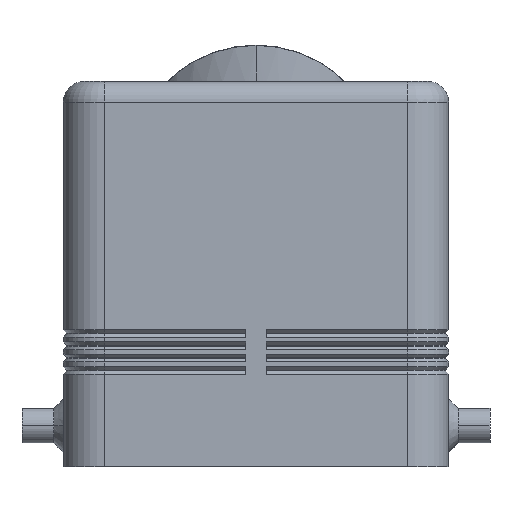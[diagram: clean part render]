
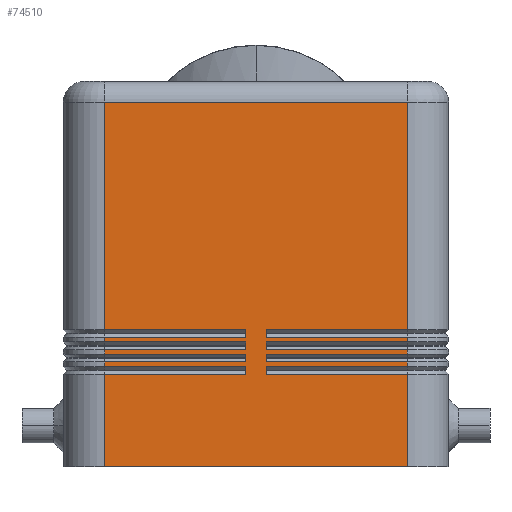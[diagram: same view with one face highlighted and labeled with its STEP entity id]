
A CAD part, left-side view. The second image highlights one B-rep face of the part: STEP entity #74510.
In plain terms, the highlighted planar face has unit normal (-1, 0, 0).
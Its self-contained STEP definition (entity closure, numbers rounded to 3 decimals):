
#1630=CARTESIAN_POINT('',(-41.,-22.,13.45));
#1640=DIRECTION('',(0.,0.,-1.));
#1650=VECTOR('',#1640,1.);
#1660=LINE('',#1630,#1650);
#1670=CARTESIAN_POINT('',(-41.,-22.,13.45));
#1680=VERTEX_POINT('',#1670);
#1690=CARTESIAN_POINT('',(-41.,-22.,0.));
#1700=VERTEX_POINT('',#1690);
#1710=EDGE_CURVE('',#1680,#1700,#1660,.T.);
#3340=CARTESIAN_POINT('',(-41.,-22.,14.55));
#3350=VERTEX_POINT('',#3340);
#4280=CARTESIAN_POINT('',(-41.,-22.,18.85));
#4290=DIRECTION('',(0.,0.,-1.));
#4300=VECTOR('',#4290,1.);
#4310=LINE('',#4280,#4300);
#4320=CARTESIAN_POINT('',(-41.,-22.,18.85));
#4330=VERTEX_POINT('',#4320);
#4340=CARTESIAN_POINT('',(-41.,-22.,18.15));
#4350=VERTEX_POINT('',#4340);
#4360=EDGE_CURVE('',#4330,#4350,#4310,.T.);
#4770=CARTESIAN_POINT('',(-41.,-22.,15.25));
#4780=DIRECTION('',(0.,0.,-1.));
#4790=VECTOR('',#4780,1.);
#4800=LINE('',#4770,#4790);
#4810=CARTESIAN_POINT('',(-41.,-22.,15.25));
#4820=VERTEX_POINT('',#4810);
#4830=EDGE_CURVE('',#4820,#3350,#4800,.T.);
#6770=CARTESIAN_POINT('',(-41.,-22.,16.35));
#6780=VERTEX_POINT('',#6770);
#7590=CARTESIAN_POINT('',(-41.,-22.,17.05));
#7600=DIRECTION('',(0.,0.,-1.));
#7610=VECTOR('',#7600,1.);
#7620=LINE('',#7590,#7610);
#7630=CARTESIAN_POINT('',(-41.,-22.,17.05));
#7640=VERTEX_POINT('',#7630);
#7650=EDGE_CURVE('',#7640,#6780,#7620,.T.);
#11180=CARTESIAN_POINT('',(-41.,-22.,19.95));
#11190=VERTEX_POINT('',#11180);
#12660=CARTESIAN_POINT('',(-41.,22.,13.45));
#12670=VERTEX_POINT('',#12660);
#12700=CARTESIAN_POINT('',(-41.,22.,0.));
#12710=DIRECTION('',(0.,0.,1.));
#12720=VECTOR('',#12710,1.);
#12730=LINE('',#12700,#12720);
#12740=CARTESIAN_POINT('',(-41.,22.,0.));
#12750=VERTEX_POINT('',#12740);
#12760=EDGE_CURVE('',#12750,#12670,#12730,.T.);
#14420=CARTESIAN_POINT('',(-41.,22.,14.55));
#14430=VERTEX_POINT('',#14420);
#16350=CARTESIAN_POINT('',(-41.,22.,18.85));
#16360=VERTEX_POINT('',#16350);
#16390=CARTESIAN_POINT('',(-41.,22.,18.15));
#16400=DIRECTION('',(0.,0.,1.));
#16410=VECTOR('',#16400,1.);
#16420=LINE('',#16390,#16410);
#16430=CARTESIAN_POINT('',(-41.,22.,18.15));
#16440=VERTEX_POINT('',#16430);
#16450=EDGE_CURVE('',#16440,#16360,#16420,.T.);
#16820=CARTESIAN_POINT('',(-41.,22.,15.25));
#16830=VERTEX_POINT('',#16820);
#16860=CARTESIAN_POINT('',(-41.,22.,14.55));
#16870=DIRECTION('',(0.,0.,1.));
#16880=VECTOR('',#16870,1.);
#16890=LINE('',#16860,#16880);
#16900=EDGE_CURVE('',#14430,#16830,#16890,.T.);
#18010=CARTESIAN_POINT('',(-41.,22.,17.05));
#18020=VERTEX_POINT('',#18010);
#18050=CARTESIAN_POINT('',(-41.,22.,16.35));
#18060=DIRECTION('',(0.,0.,1.));
#18070=VECTOR('',#18060,1.);
#18080=LINE('',#18050,#18070);
#18090=CARTESIAN_POINT('',(-41.,22.,16.35));
#18100=VERTEX_POINT('',#18090);
#18110=EDGE_CURVE('',#18100,#18020,#18080,.T.);
#22110=CARTESIAN_POINT('',(-41.,22.,19.95));
#22120=VERTEX_POINT('',#22110);
#29770=CARTESIAN_POINT('',(-41.,22.,53.));
#29780=VERTEX_POINT('',#29770);
#29810=CARTESIAN_POINT('',(-41.,22.,19.95));
#29820=DIRECTION('',(0.,0.,1.));
#29830=VECTOR('',#29820,1.);
#29840=LINE('',#29810,#29830);
#29850=EDGE_CURVE('',#22120,#29780,#29840,.T.);
#30030=CARTESIAN_POINT('',(-41.,-22.,53.));
#30040=DIRECTION('',(0.,0.,-1.));
#30050=VECTOR('',#30040,1.);
#30060=LINE('',#30030,#30050);
#30070=CARTESIAN_POINT('',(-41.,-22.,53.));
#30080=VERTEX_POINT('',#30070);
#30090=EDGE_CURVE('',#30080,#11190,#30060,.T.);
#30870=CARTESIAN_POINT('',(-41.,22.,53.));
#30880=DIRECTION('',(0.,-1.,0.));
#30890=VECTOR('',#30880,1.);
#30900=LINE('',#30870,#30890);
#30910=EDGE_CURVE('',#29780,#30080,#30900,.T.);
#72250=CARTESIAN_POINT('',(-41.,0.,17.05));
#72260=DIRECTION('',(-0.,-1.,0.));
#72270=VECTOR('',#72260,1.);
#72280=LINE('',#72250,#72270);
#72290=CARTESIAN_POINT('',(-41.,-1.5,17.05));
#72300=VERTEX_POINT('',#72290);
#72310=EDGE_CURVE('',#72300,#7640,#72280,.T.);
#72580=CARTESIAN_POINT('',(-41.,-26.4,-5.3));
#72590=DIRECTION('',(-1.,0.,0.));
#72600=DIRECTION('',(0.,1.,0.));
#72610=AXIS2_PLACEMENT_3D('',#72580,#72590,#72600);
#72620=PLANE('',#72610);
#72630=ORIENTED_EDGE('',*,*,#30090,.F.);
#72640=CARTESIAN_POINT('',(-41.,0.,19.95));
#72650=DIRECTION('',(-0.,1.,0.));
#72660=VECTOR('',#72650,1.);
#72670=LINE('',#72640,#72660);
#72680=CARTESIAN_POINT('',(-41.,-1.5,19.95));
#72690=VERTEX_POINT('',#72680);
#72700=EDGE_CURVE('',#11190,#72690,#72670,.T.);
#72710=ORIENTED_EDGE('',*,*,#72700,.F.);
#72720=CARTESIAN_POINT('',(-41.,-1.5,0.));
#72730=DIRECTION('',(-0.,-0.,-1.));
#72740=VECTOR('',#72730,1.);
#72750=LINE('',#72720,#72740);
#72760=CARTESIAN_POINT('',(-41.,-1.5,18.85));
#72770=VERTEX_POINT('',#72760);
#72780=EDGE_CURVE('',#72690,#72770,#72750,.T.);
#72790=ORIENTED_EDGE('',*,*,#72780,.F.);
#72800=CARTESIAN_POINT('',(-41.,0.,18.85));
#72810=DIRECTION('',(-0.,-1.,0.));
#72820=VECTOR('',#72810,1.);
#72830=LINE('',#72800,#72820);
#72840=EDGE_CURVE('',#72770,#4330,#72830,.T.);
#72850=ORIENTED_EDGE('',*,*,#72840,.F.);
#72860=ORIENTED_EDGE('',*,*,#4360,.F.);
#72870=CARTESIAN_POINT('',(-41.,0.,18.15));
#72880=DIRECTION('',(-0.,1.,0.));
#72890=VECTOR('',#72880,1.);
#72900=LINE('',#72870,#72890);
#72910=CARTESIAN_POINT('',(-41.,-1.5,18.15));
#72920=VERTEX_POINT('',#72910);
#72930=EDGE_CURVE('',#4350,#72920,#72900,.T.);
#72940=ORIENTED_EDGE('',*,*,#72930,.F.);
#72950=CARTESIAN_POINT('',(-41.,-1.5,0.));
#72960=DIRECTION('',(-0.,-0.,-1.));
#72970=VECTOR('',#72960,1.);
#72980=LINE('',#72950,#72970);
#72990=EDGE_CURVE('',#72920,#72300,#72980,.T.);
#73000=ORIENTED_EDGE('',*,*,#72990,.F.);
#73010=ORIENTED_EDGE('',*,*,#72310,.F.);
#73020=ORIENTED_EDGE('',*,*,#7650,.F.);
#73030=CARTESIAN_POINT('',(-41.,0.,16.35));
#73040=DIRECTION('',(-0.,1.,0.));
#73050=VECTOR('',#73040,1.);
#73060=LINE('',#73030,#73050);
#73070=CARTESIAN_POINT('',(-41.,-1.5,16.35));
#73080=VERTEX_POINT('',#73070);
#73090=EDGE_CURVE('',#6780,#73080,#73060,.T.);
#73100=ORIENTED_EDGE('',*,*,#73090,.F.);
#73110=CARTESIAN_POINT('',(-41.,-1.5,0.));
#73120=DIRECTION('',(-0.,-0.,-1.));
#73130=VECTOR('',#73120,1.);
#73140=LINE('',#73110,#73130);
#73150=CARTESIAN_POINT('',(-41.,-1.5,15.25));
#73160=VERTEX_POINT('',#73150);
#73170=EDGE_CURVE('',#73080,#73160,#73140,.T.);
#73180=ORIENTED_EDGE('',*,*,#73170,.F.);
#73190=CARTESIAN_POINT('',(-41.,0.,15.25));
#73200=DIRECTION('',(-0.,-1.,0.));
#73210=VECTOR('',#73200,1.);
#73220=LINE('',#73190,#73210);
#73230=EDGE_CURVE('',#73160,#4820,#73220,.T.);
#73240=ORIENTED_EDGE('',*,*,#73230,.F.);
#73250=ORIENTED_EDGE('',*,*,#4830,.F.);
#73260=CARTESIAN_POINT('',(-41.,0.,14.55));
#73270=DIRECTION('',(-0.,1.,0.));
#73280=VECTOR('',#73270,1.);
#73290=LINE('',#73260,#73280);
#73300=CARTESIAN_POINT('',(-41.,-1.5,14.55));
#73310=VERTEX_POINT('',#73300);
#73320=EDGE_CURVE('',#3350,#73310,#73290,.T.);
#73330=ORIENTED_EDGE('',*,*,#73320,.F.);
#73340=CARTESIAN_POINT('',(-41.,-1.5,0.));
#73350=DIRECTION('',(-0.,-0.,-1.));
#73360=VECTOR('',#73350,1.);
#73370=LINE('',#73340,#73360);
#73380=CARTESIAN_POINT('',(-41.,-1.5,13.45));
#73390=VERTEX_POINT('',#73380);
#73400=EDGE_CURVE('',#73310,#73390,#73370,.T.);
#73410=ORIENTED_EDGE('',*,*,#73400,.F.);
#73420=CARTESIAN_POINT('',(-41.,0.,13.45));
#73430=DIRECTION('',(-0.,-1.,0.));
#73440=VECTOR('',#73430,1.);
#73450=LINE('',#73420,#73440);
#73460=EDGE_CURVE('',#73390,#1680,#73450,.T.);
#73470=ORIENTED_EDGE('',*,*,#73460,.F.);
#73480=ORIENTED_EDGE('',*,*,#1710,.F.);
#73490=CARTESIAN_POINT('',(-41.,0.,-0.));
#73500=DIRECTION('',(-0.,1.,0.));
#73510=VECTOR('',#73500,1.);
#73520=LINE('',#73490,#73510);
#73530=EDGE_CURVE('',#1700,#12750,#73520,.T.);
#73540=ORIENTED_EDGE('',*,*,#73530,.F.);
#73550=ORIENTED_EDGE('',*,*,#12760,.F.);
#73560=CARTESIAN_POINT('',(-41.,0.,13.45));
#73570=DIRECTION('',(-0.,-1.,0.));
#73580=VECTOR('',#73570,1.);
#73590=LINE('',#73560,#73580);
#73600=CARTESIAN_POINT('',(-41.,1.5,13.45));
#73610=VERTEX_POINT('',#73600);
#73620=EDGE_CURVE('',#12670,#73610,#73590,.T.);
#73630=ORIENTED_EDGE('',*,*,#73620,.F.);
#73640=CARTESIAN_POINT('',(-41.,1.5,0.));
#73650=DIRECTION('',(-0.,-0.,1.));
#73660=VECTOR('',#73650,1.);
#73670=LINE('',#73640,#73660);
#73680=CARTESIAN_POINT('',(-41.,1.5,14.55));
#73690=VERTEX_POINT('',#73680);
#73700=EDGE_CURVE('',#73610,#73690,#73670,.T.);
#73710=ORIENTED_EDGE('',*,*,#73700,.F.);
#73720=CARTESIAN_POINT('',(-41.,0.,14.55));
#73730=DIRECTION('',(-0.,1.,0.));
#73740=VECTOR('',#73730,1.);
#73750=LINE('',#73720,#73740);
#73760=EDGE_CURVE('',#73690,#14430,#73750,.T.);
#73770=ORIENTED_EDGE('',*,*,#73760,.F.);
#73780=ORIENTED_EDGE('',*,*,#16900,.F.);
#73790=CARTESIAN_POINT('',(-41.,0.,15.25));
#73800=DIRECTION('',(-0.,-1.,0.));
#73810=VECTOR('',#73800,1.);
#73820=LINE('',#73790,#73810);
#73830=CARTESIAN_POINT('',(-41.,1.5,15.25));
#73840=VERTEX_POINT('',#73830);
#73850=EDGE_CURVE('',#16830,#73840,#73820,.T.);
#73860=ORIENTED_EDGE('',*,*,#73850,.F.);
#73870=CARTESIAN_POINT('',(-41.,1.5,0.));
#73880=DIRECTION('',(-0.,-0.,1.));
#73890=VECTOR('',#73880,1.);
#73900=LINE('',#73870,#73890);
#73910=CARTESIAN_POINT('',(-41.,1.5,16.35));
#73920=VERTEX_POINT('',#73910);
#73930=EDGE_CURVE('',#73840,#73920,#73900,.T.);
#73940=ORIENTED_EDGE('',*,*,#73930,.F.);
#73950=CARTESIAN_POINT('',(-41.,0.,16.35));
#73960=DIRECTION('',(-0.,1.,0.));
#73970=VECTOR('',#73960,1.);
#73980=LINE('',#73950,#73970);
#73990=EDGE_CURVE('',#73920,#18100,#73980,.T.);
#74000=ORIENTED_EDGE('',*,*,#73990,.F.);
#74010=ORIENTED_EDGE('',*,*,#18110,.F.);
#74020=CARTESIAN_POINT('',(-41.,0.,17.05));
#74030=DIRECTION('',(-0.,-1.,0.));
#74040=VECTOR('',#74030,1.);
#74050=LINE('',#74020,#74040);
#74060=CARTESIAN_POINT('',(-41.,1.5,17.05));
#74070=VERTEX_POINT('',#74060);
#74080=EDGE_CURVE('',#18020,#74070,#74050,.T.);
#74090=ORIENTED_EDGE('',*,*,#74080,.F.);
#74100=CARTESIAN_POINT('',(-41.,1.5,0.));
#74110=DIRECTION('',(-0.,-0.,1.));
#74120=VECTOR('',#74110,1.);
#74130=LINE('',#74100,#74120);
#74140=CARTESIAN_POINT('',(-41.,1.5,18.15));
#74150=VERTEX_POINT('',#74140);
#74160=EDGE_CURVE('',#74070,#74150,#74130,.T.);
#74170=ORIENTED_EDGE('',*,*,#74160,.F.);
#74180=CARTESIAN_POINT('',(-41.,0.,18.15));
#74190=DIRECTION('',(-0.,1.,0.));
#74200=VECTOR('',#74190,1.);
#74210=LINE('',#74180,#74200);
#74220=EDGE_CURVE('',#74150,#16440,#74210,.T.);
#74230=ORIENTED_EDGE('',*,*,#74220,.F.);
#74240=ORIENTED_EDGE('',*,*,#16450,.F.);
#74250=CARTESIAN_POINT('',(-41.,0.,18.85));
#74260=DIRECTION('',(-0.,-1.,0.));
#74270=VECTOR('',#74260,1.);
#74280=LINE('',#74250,#74270);
#74290=CARTESIAN_POINT('',(-41.,1.5,18.85));
#74300=VERTEX_POINT('',#74290);
#74310=EDGE_CURVE('',#16360,#74300,#74280,.T.);
#74320=ORIENTED_EDGE('',*,*,#74310,.F.);
#74330=CARTESIAN_POINT('',(-41.,1.5,0.));
#74340=DIRECTION('',(-0.,-0.,1.));
#74350=VECTOR('',#74340,1.);
#74360=LINE('',#74330,#74350);
#74370=CARTESIAN_POINT('',(-41.,1.5,19.95));
#74380=VERTEX_POINT('',#74370);
#74390=EDGE_CURVE('',#74300,#74380,#74360,.T.);
#74400=ORIENTED_EDGE('',*,*,#74390,.F.);
#74410=CARTESIAN_POINT('',(-41.,0.,19.95));
#74420=DIRECTION('',(-0.,1.,0.));
#74430=VECTOR('',#74420,1.);
#74440=LINE('',#74410,#74430);
#74450=EDGE_CURVE('',#74380,#22120,#74440,.T.);
#74460=ORIENTED_EDGE('',*,*,#74450,.F.);
#74470=ORIENTED_EDGE('',*,*,#29850,.F.);
#74480=ORIENTED_EDGE('',*,*,#30910,.F.);
#74490=EDGE_LOOP('',(#74480,#74470,#74460,#74400,#74320,#74240,#74230,
#74170,#74090,#74010,#74000,#73940,#73860,#73780,#73770,#73710,#73630,
#73550,#73540,#73480,#73470,#73410,#73330,#73250,#73240,#73180,#73100,
#73020,#73010,#73000,#72940,#72860,#72850,#72790,#72710,#72630));
#74500=FACE_OUTER_BOUND('',#74490,.T.);
#74510=ADVANCED_FACE('',(#74500),#72620,.T.);
